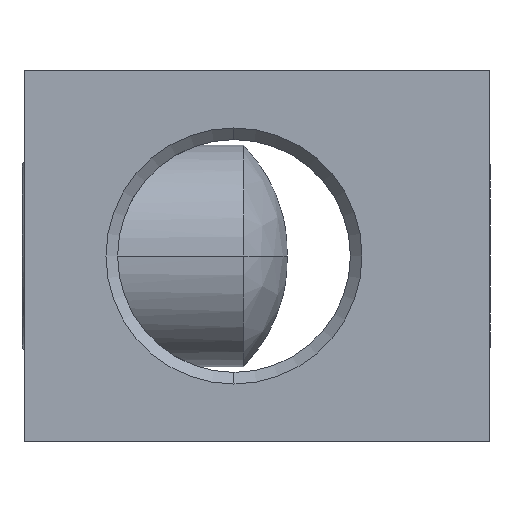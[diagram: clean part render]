
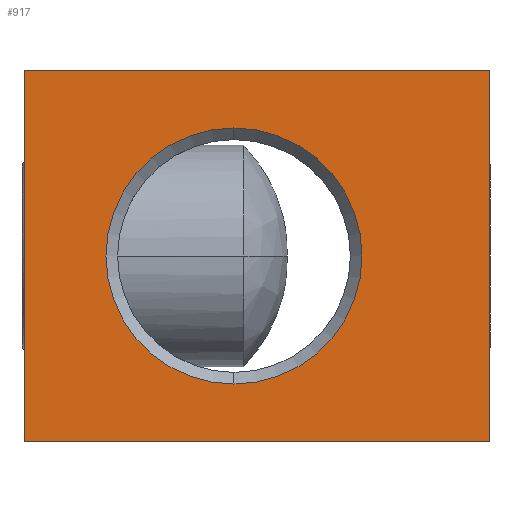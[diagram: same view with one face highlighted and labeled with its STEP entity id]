
A CAD part, left-side view. The second image highlights one B-rep face of the part: STEP entity #917.
In plain terms, the highlighted planar face has unit normal (-1, 0, 0).
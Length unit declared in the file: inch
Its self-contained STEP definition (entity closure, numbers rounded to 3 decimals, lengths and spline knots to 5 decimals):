
#6 = VECTOR ( 'NONE', #568, 39.37008 ) ;
#23 = CARTESIAN_POINT ( 'NONE',  ( 0., 0.43307, 0.21654 ) ) ;
#39 = CARTESIAN_POINT ( 'NONE',  ( 0., 0., -0.31299 ) ) ;
#66 = VECTOR ( 'NONE', #769, 39.37008 ) ;
#74 = ORIENTED_EDGE ( 'NONE', *, *, #571, .F. ) ;
#93 = CARTESIAN_POINT ( 'NONE',  ( 0., 0., 0.31299 ) ) ;
#109 = EDGE_CURVE ( 'NONE', #416, #205, #398, .T. ) ;
#126 = CARTESIAN_POINT ( 'NONE',  ( 0., 0., 0.31299 ) ) ;
#127 = CARTESIAN_POINT ( 'NONE',  ( 0., 0.7874, 0.31299 ) ) ;
#136 = ORIENTED_EDGE ( 'NONE', *, *, #745, .T. ) ;
#165 = CARTESIAN_POINT ( 'NONE',  ( 0., 0., 0.31299 ) ) ;
#177 = VERTEX_POINT ( 'NONE', #23 ) ;
#190 = DIRECTION ( 'NONE',  ( 0., 0., 1. ) ) ;
#194 = DIRECTION ( 'NONE',  ( -1., 0., 0. ) ) ;
#205 = VERTEX_POINT ( 'NONE', #127 ) ;
#279 = CARTESIAN_POINT ( 'NONE',  ( 0., 0.43307, -0.21654 ) ) ;
#281 = ORIENTED_EDGE ( 'NONE', *, *, #109, .T. ) ;
#282 = CIRCLE ( 'NONE', #443, 0.21654 ) ;
#285 = AXIS2_PLACEMENT_3D ( 'NONE', #943, #1032, #540 ) ;
#343 = VERTEX_POINT ( 'NONE', #633 ) ;
#398 = LINE ( 'NONE', #165, #6 ) ;
#411 = ORIENTED_EDGE ( 'NONE', *, *, #429, .F. ) ;
#416 = VERTEX_POINT ( 'NONE', #93 ) ;
#417 = PLANE ( 'NONE',  #1022 ) ;
#418 = CARTESIAN_POINT ( 'NONE',  ( 0., 0.7874, 0.31299 ) ) ;
#429 = EDGE_CURVE ( 'NONE', #463, #205, #831, .T. ) ;
#443 = AXIS2_PLACEMENT_3D ( 'NONE', #503, #194, #508 ) ;
#456 = DIRECTION ( 'NONE',  ( 0., 1., 0. ) ) ;
#463 = VERTEX_POINT ( 'NONE', #746 ) ;
#503 = CARTESIAN_POINT ( 'NONE',  ( 0., 0.43307, 0. ) ) ;
#508 = DIRECTION ( 'NONE',  ( 0., 0., 1. ) ) ;
#540 = DIRECTION ( 'NONE',  ( 0., 0., 1. ) ) ;
#566 = ORIENTED_EDGE ( 'NONE', *, *, #658, .F. ) ;
#568 = DIRECTION ( 'NONE',  ( 0., 1., 0. ) ) ;
#571 = EDGE_CURVE ( 'NONE', #628, #177, #282, .T. ) ;
#583 = FACE_BOUND ( 'NONE', #823, .T. ) ;
#628 = VERTEX_POINT ( 'NONE', #279 ) ;
#633 = CARTESIAN_POINT ( 'NONE',  ( 0., 0., -0.31299 ) ) ;
#658 = EDGE_CURVE ( 'NONE', #177, #628, #686, .T. ) ;
#686 = CIRCLE ( 'NONE', #285, 0.21654 ) ;
#745 = EDGE_CURVE ( 'NONE', #343, #416, #856, .T. ) ;
#746 = CARTESIAN_POINT ( 'NONE',  ( 0., 0.7874, -0.31299 ) ) ;
#769 = DIRECTION ( 'NONE',  ( 0., 0., 1. ) ) ;
#773 = VECTOR ( 'NONE', #190, 39.37008 ) ;
#815 = VECTOR ( 'NONE', #456, 39.37008 ) ;
#823 = EDGE_LOOP ( 'NONE', ( #566, #74 ) ) ;
#831 = LINE ( 'NONE', #418, #773 ) ;
#837 = CARTESIAN_POINT ( 'NONE',  ( 0., 0., 0.31299 ) ) ;
#855 = LINE ( 'NONE', #39, #815 ) ;
#856 = LINE ( 'NONE', #126, #66 ) ;
#902 = FACE_OUTER_BOUND ( 'NONE', #932, .T. ) ;
#914 = DIRECTION ( 'NONE',  ( 1., 0., 0. ) ) ;
#917 = ADVANCED_FACE ( 'NONE', ( #902, #583 ), #417, .F. ) ;
#932 = EDGE_LOOP ( 'NONE', ( #136, #281, #411, #984 ) ) ;
#943 = CARTESIAN_POINT ( 'NONE',  ( 0., 0.43307, 0. ) ) ;
#984 = ORIENTED_EDGE ( 'NONE', *, *, #1018, .F. ) ;
#985 = DIRECTION ( 'NONE',  ( 0., 1., 0. ) ) ;
#1018 = EDGE_CURVE ( 'NONE', #343, #463, #855, .T. ) ;
#1022 = AXIS2_PLACEMENT_3D ( 'NONE', #837, #914, #985 ) ;
#1032 = DIRECTION ( 'NONE',  ( -1., 0., 0. ) ) ;
